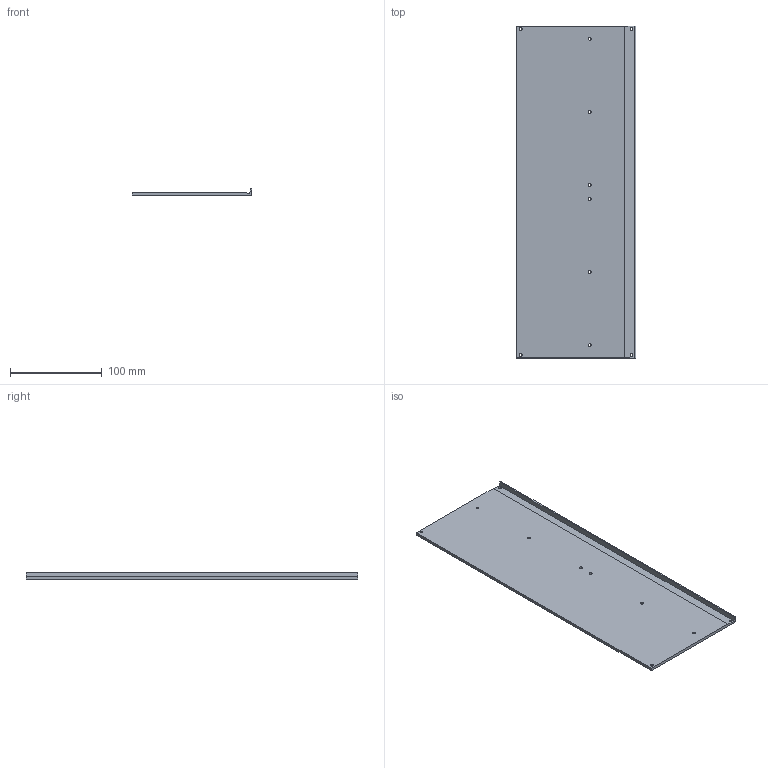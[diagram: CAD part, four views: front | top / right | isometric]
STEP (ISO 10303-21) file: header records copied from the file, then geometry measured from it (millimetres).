
FILE_DESCRIPTION(/* description */ (''),/* implementation_level */ '2;1');
FILE_NAME(/* name */ 'case-bottom.step',/* time_stamp */ '2025-12-06T18:34:27-06:00',/* author */ (''),/* organization */ (''),/* preprocessor_version */ 'ST-DEVELOPER v20.1',/* originating_system */ 'Autodesk Translation Framework v14.21.0.0',/* authorisation */ '');
FILE_SCHEMA (('AUTOMOTIVE_DESIGN { 1 0 10303 214 3 1 1 }'));
Length unit declared in the file: millimetre
Products named in the file (1): 2025-12-03-23-12-50-270
Bounding box: 130.45 x 362.2 x 6.95 mm (x, y, z)
Volume: 151189.3 mm3; surface area: 100704.2 mm2
Topology: 1 solids, 1 shells, 19 faces, 51 edges, 34 vertices
Faces by surface type: cylinder 10, plane 9
Full cylindrical faces by diameter (mm): 3.1 x10
Entity records: 678 total; most frequent: DIRECTION 111, CARTESIAN_POINT 105, ORIENTED_EDGE 102, EDGE_CURVE 51, AXIS2_PLACEMENT_3D 40, EDGE_LOOP 39, VERTEX_POINT 34, LINE 31
